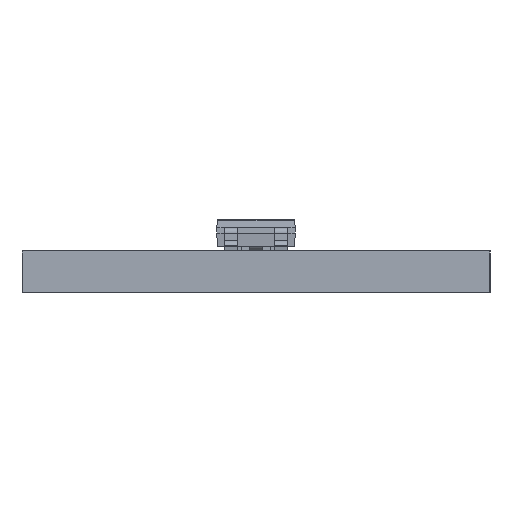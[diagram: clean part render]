
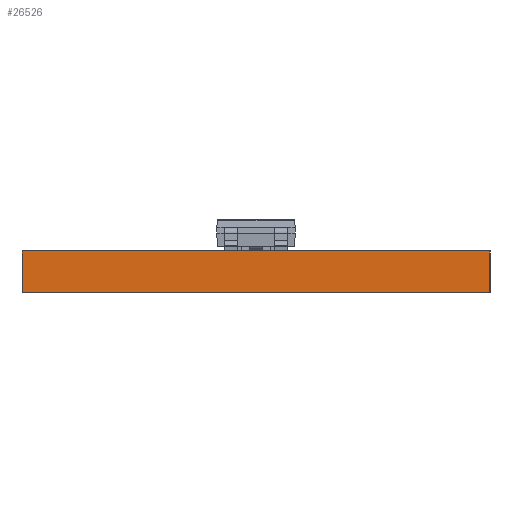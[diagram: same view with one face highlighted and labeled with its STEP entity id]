
A CAD part, left-side view. The second image highlights one B-rep face of the part: STEP entity #26526.
In plain terms, the highlighted planar face has unit normal (-1, 0, 0).
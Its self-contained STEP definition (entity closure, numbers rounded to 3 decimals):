
#415 = VERTEX_POINT ( 'NONE', #2970 ) ;
#1980 = VECTOR ( 'NONE', #20303, 1000. ) ;
#2081 = VERTEX_POINT ( 'NONE', #26253 ) ;
#2471 = LINE ( 'NONE', #14881, #24875 ) ;
#2970 = CARTESIAN_POINT ( 'NONE',  ( 0., 0., 0. ) ) ;
#2998 = EDGE_CURVE ( 'NONE', #2081, #415, #17294, .T. ) ;
#3253 = CARTESIAN_POINT ( 'NONE',  ( 0., 17.78, 1.575 ) ) ;
#5967 = DIRECTION ( 'NONE',  ( 0., 0., -1. ) ) ;
#6897 = LINE ( 'NONE', #9557, #15844 ) ;
#7411 = VERTEX_POINT ( 'NONE', #29640 ) ;
#9557 = CARTESIAN_POINT ( 'NONE',  ( 0., 0., 0. ) ) ;
#11299 = DIRECTION ( 'NONE',  ( 0., -1., 0. ) ) ;
#13202 = DIRECTION ( 'NONE',  ( 1., 0., 0. ) ) ;
#14409 = DIRECTION ( 'NONE',  ( 0., -1., 0. ) ) ;
#14881 = CARTESIAN_POINT ( 'NONE',  ( 0., 0., 1.575 ) ) ;
#15091 = VERTEX_POINT ( 'NONE', #24213 ) ;
#15844 = VECTOR ( 'NONE', #11299, 1000. ) ;
#16465 = ORIENTED_EDGE ( 'NONE', *, *, #2998, .F. ) ;
#17129 = ORIENTED_EDGE ( 'NONE', *, *, #18392, .T. ) ;
#17294 = LINE ( 'NONE', #28696, #25266 ) ;
#18392 = EDGE_CURVE ( 'NONE', #7411, #415, #6897, .T. ) ;
#18727 = AXIS2_PLACEMENT_3D ( 'NONE', #27659, #13202, #5967 ) ;
#19187 = DIRECTION ( 'NONE',  ( 0., 0., -1. ) ) ;
#20145 = LINE ( 'NONE', #3253, #1980 ) ;
#20199 = FACE_OUTER_BOUND ( 'NONE', #31267, .T. ) ;
#20303 = DIRECTION ( 'NONE',  ( 0., 0., -1. ) ) ;
#20352 = PLANE ( 'NONE',  #18727 ) ;
#20463 = ORIENTED_EDGE ( 'NONE', *, *, #24960, .T. ) ;
#23067 = ORIENTED_EDGE ( 'NONE', *, *, #27741, .F. ) ;
#24213 = CARTESIAN_POINT ( 'NONE',  ( 0., 17.78, 1.575 ) ) ;
#24875 = VECTOR ( 'NONE', #14409, 1000. ) ;
#24960 = EDGE_CURVE ( 'NONE', #15091, #7411, #20145, .T. ) ;
#25266 = VECTOR ( 'NONE', #19187, 1000. ) ;
#26253 = CARTESIAN_POINT ( 'NONE',  ( 0., 0., 1.575 ) ) ;
#26526 = ADVANCED_FACE ( 'NONE', ( #20199 ), #20352, .F. ) ;
#27659 = CARTESIAN_POINT ( 'NONE',  ( 0., 0., 1.575 ) ) ;
#27741 = EDGE_CURVE ( 'NONE', #15091, #2081, #2471, .T. ) ;
#28696 = CARTESIAN_POINT ( 'NONE',  ( 0., 0., 1.575 ) ) ;
#29640 = CARTESIAN_POINT ( 'NONE',  ( 0., 17.78, 0. ) ) ;
#31267 = EDGE_LOOP ( 'NONE', ( #17129, #16465, #23067, #20463 ) ) ;
